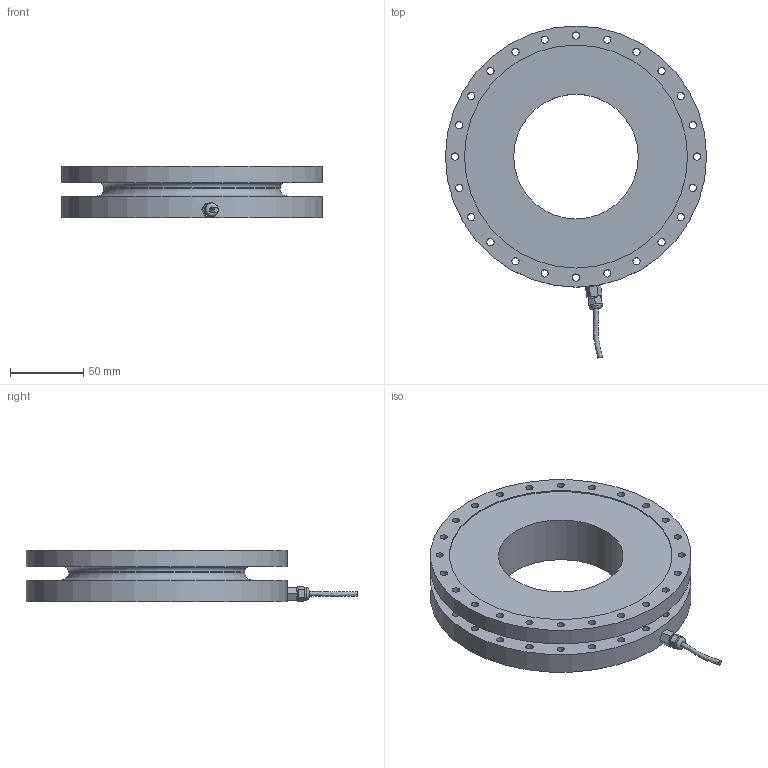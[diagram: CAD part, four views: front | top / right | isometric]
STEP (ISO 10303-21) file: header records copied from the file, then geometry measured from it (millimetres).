
FILE_DESCRIPTION( ( 'Unknown' ), '1' );
FILE_NAME( 'K2698-100kN.stp', 'Unknown', ( 'Unknown' ), ( 'Unknown' ), 'PSStep 17.0.49', 'Unknown', ' ' );
FILE_SCHEMA( ( 'AUTOMOTIVE_DESIGN { 1 0 10303 214 1 1 1 1 }' ) );
Length unit declared in the file: millimetre
Products named in the file (4): Assem1; 2698-001_DOC-00065086; skindicht-mini m6x1_doc-00036125; kabeldurchmesser 3_doc-00010703
Assembly tree (3 placements, depth 2):
  Assem1
    2698-001_DOC-00065086
    skindicht-mini m6x1_doc-00036125
    kabeldurchmesser 3_doc-00010703
Bounding box: 178 x 226.28 x 35 mm (x, y, z)
Volume: 519689.6 mm3; surface area: 101137.6 mm2
Topology: 3 solids, 4 shells, 119 faces, 341 edges, 235 vertices
Faces by surface type: cylinder 67, plane 37, cone 11, torus 3, bspline 1
Full cylindrical faces by diameter (mm): 3.2 x1, 3.203 x1, 4.917 x49, 8 x1, 9.026 x1, 85 x1, 120 x1, 152 x2, 178 x2
Entity records: 4711 total; most frequent: CARTESIAN_POINT 863, DIRECTION 612, ORIENTED_EDGE 434, EDGE_LOOP 294, AXIS2_PLACEMENT_3D 275, EDGE_CURVE 217, FACE_OUTER_BOUND 182, VERTEX_POINT 180
